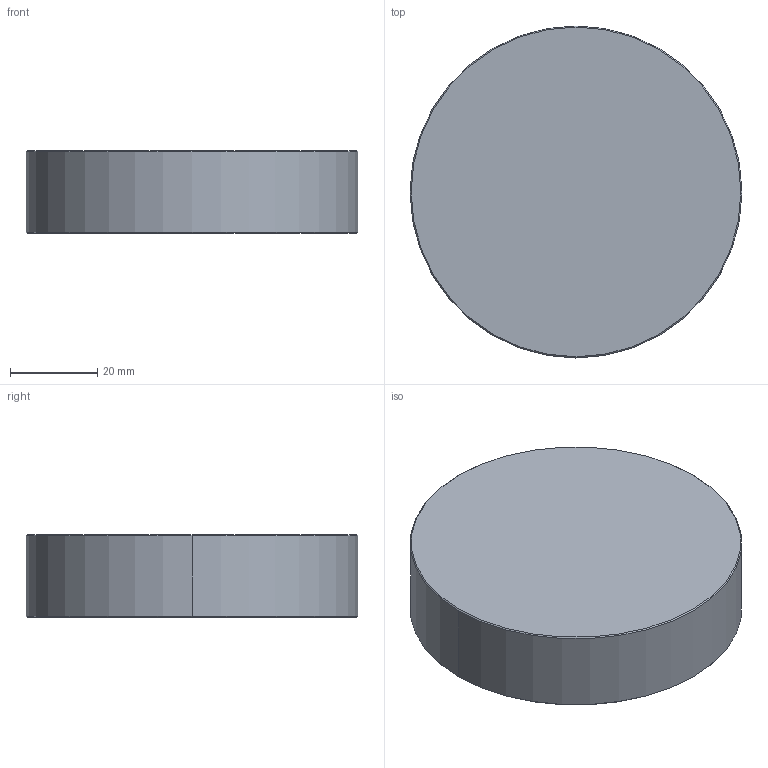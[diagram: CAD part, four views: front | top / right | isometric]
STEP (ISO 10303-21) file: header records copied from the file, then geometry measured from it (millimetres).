
FILE_DESCRIPTION (( 'STEP AP203' ), '1' );
FILE_NAME ('18643-E0W.STEP', '2018-03-19T13:38:47', ( 'admin' ), ( '' ), 'SwSTEP 2.0', 'SolidWorks 2016', '' );
FILE_SCHEMA (( 'CONFIG_CONTROL_DESIGN' ));
Length unit declared in the file: inch
Products named in the file (1): 18643-E0W
Bounding box: 76.2 x 76.2 x 19.05 mm (x, y, z)
Volume: 86860.1 mm3; surface area: 13610.9 mm2
Topology: 1 solids, 1 shells, 232 faces, 611 edges, 406 vertices
Faces by surface type: plane 126, bspline 100, cone 4, cylinder 2
Entity records: 12530 total; most frequent: CARTESIAN_POINT 7390, ORIENTED_EDGE 1222, DIRECTION 685, EDGE_CURVE 611, VERTEX_POINT 406, LINE 403, VECTOR 403, EDGE_LOOP 257
